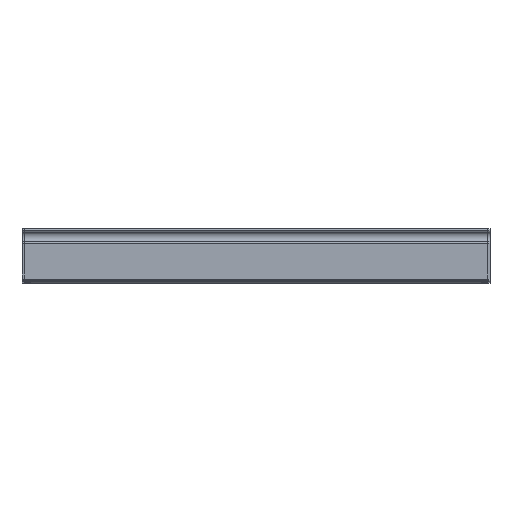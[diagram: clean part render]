
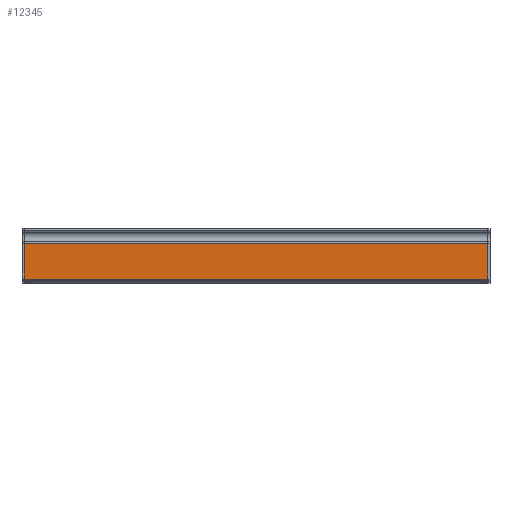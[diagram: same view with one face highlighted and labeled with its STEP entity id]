
A CAD part, left-side view. The second image highlights one B-rep face of the part: STEP entity #12345.
In plain terms, the highlighted face is planar.
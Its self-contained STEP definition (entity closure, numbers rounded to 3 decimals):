
#1694 = DIRECTION ( 'NONE',  ( 0., -1., 0. ) ) ;
#1878 = VERTEX_POINT ( 'NONE', #7637 ) ;
#2089 = LINE ( 'NONE', #9105, #19572 ) ;
#2868 = CARTESIAN_POINT ( 'NONE',  ( 300., 51.739, 56.5 ) ) ;
#3527 = CARTESIAN_POINT ( 'NONE',  ( 300., 5.244, 56.5 ) ) ;
#6826 = ORIENTED_EDGE ( 'NONE', *, *, #27806, .T. ) ;
#7103 = CARTESIAN_POINT ( 'NONE',  ( 300., 5.244, 56.5 ) ) ;
#7637 = CARTESIAN_POINT ( 'NONE',  ( -300., 51.739, 56.5 ) ) ;
#7653 = EDGE_CURVE ( 'NONE', #1878, #16063, #2089, .T. ) ;
#9105 = CARTESIAN_POINT ( 'NONE',  ( -300., 11.231, 56.5 ) ) ;
#10535 = ORIENTED_EDGE ( 'NONE', *, *, #27558, .F. ) ;
#10907 = DIRECTION ( 'NONE',  ( 0., 0., -1. ) ) ;
#11211 = FACE_OUTER_BOUND ( 'NONE', #18520, .T. ) ;
#12225 = LINE ( 'NONE', #2868, #16287 ) ;
#12345 = ADVANCED_FACE ( 'NONE', ( #11211 ), #20156, .F. ) ;
#13007 = CARTESIAN_POINT ( 'NONE',  ( 300., 51.739, 56.5 ) ) ;
#13313 = ORIENTED_EDGE ( 'NONE', *, *, #20009, .F. ) ;
#13522 = DIRECTION ( 'NONE',  ( 0., -1., 0. ) ) ;
#15622 = DIRECTION ( 'NONE',  ( -1., 0., 0. ) ) ;
#16063 = VERTEX_POINT ( 'NONE', #21612 ) ;
#16251 = ORIENTED_EDGE ( 'NONE', *, *, #7653, .T. ) ;
#16287 = VECTOR ( 'NONE', #20730, 1000. ) ;
#17363 = LINE ( 'NONE', #19107, #28088 ) ;
#18520 = EDGE_LOOP ( 'NONE', ( #16251, #10535, #13313, #6826 ) ) ;
#19107 = CARTESIAN_POINT ( 'NONE',  ( 300., 51.739, 56.5 ) ) ;
#19572 = VECTOR ( 'NONE', #13522, 1000. ) ;
#20009 = EDGE_CURVE ( 'NONE', #22915, #21266, #17363, .T. ) ;
#20156 = PLANE ( 'NONE',  #23329 ) ;
#20730 = DIRECTION ( 'NONE',  ( -1., 0., 0. ) ) ;
#21266 = VERTEX_POINT ( 'NONE', #7103 ) ;
#21388 = VECTOR ( 'NONE', #21402, 1000. ) ;
#21402 = DIRECTION ( 'NONE',  ( -1., 0., 0. ) ) ;
#21612 = CARTESIAN_POINT ( 'NONE',  ( -300., 5.244, 56.5 ) ) ;
#22915 = VERTEX_POINT ( 'NONE', #13007 ) ;
#23329 = AXIS2_PLACEMENT_3D ( 'NONE', #26788, #10907, #15622 ) ;
#26788 = CARTESIAN_POINT ( 'NONE',  ( 300., 11.231, 56.5 ) ) ;
#27558 = EDGE_CURVE ( 'NONE', #21266, #16063, #28053, .T. ) ;
#27806 = EDGE_CURVE ( 'NONE', #22915, #1878, #12225, .T. ) ;
#28053 = LINE ( 'NONE', #3527, #21388 ) ;
#28088 = VECTOR ( 'NONE', #1694, 1000. ) ;
